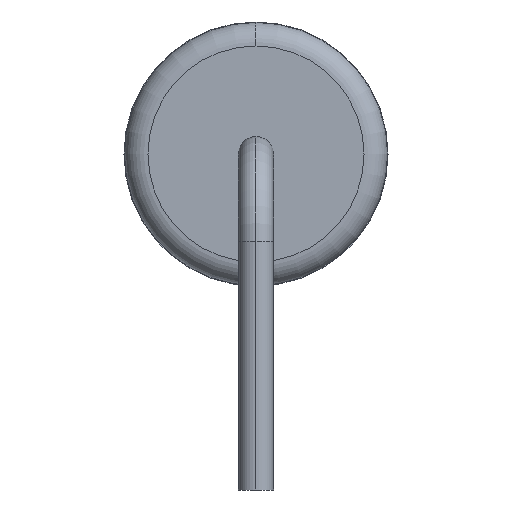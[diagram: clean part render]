
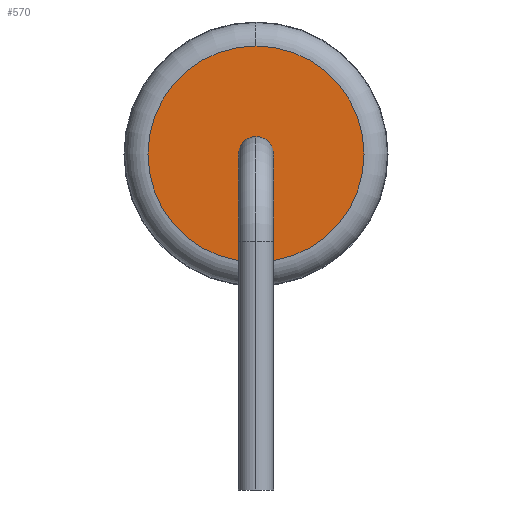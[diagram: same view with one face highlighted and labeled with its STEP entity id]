
A CAD part, left-side view. The second image highlights one B-rep face of the part: STEP entity #570.
In plain terms, the highlighted planar face has unit normal (-1, 0, 0).
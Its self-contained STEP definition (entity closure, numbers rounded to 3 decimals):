
#87 = CARTESIAN_POINT ( 'NONE',  ( -5.75, 0., 2.25 ) ) ;
#570 = ADVANCED_FACE ( 'NONE', ( #6868, #10046 ), #6080, .F. ) ;
#615 = CIRCLE ( 'NONE', #6476, 0.3 ) ;
#788 = VERTEX_POINT ( 'NONE', #1071 ) ;
#1071 = CARTESIAN_POINT ( 'NONE',  ( -5.75, 0., 2.55 ) ) ;
#1176 = DIRECTION ( 'NONE',  ( 0., 0., -1. ) ) ;
#1247 = CARTESIAN_POINT ( 'NONE',  ( -5.75, 0., 2.25 ) ) ;
#1482 = EDGE_CURVE ( 'NONE', #3116, #4292, #6254, .T. ) ;
#1580 = ORIENTED_EDGE ( 'NONE', *, *, #1482, .T. ) ;
#1697 = DIRECTION ( 'NONE',  ( 0., 1., 0. ) ) ;
#2216 = AXIS2_PLACEMENT_3D ( 'NONE', #6101, #5214, #9273 ) ;
#2411 = AXIS2_PLACEMENT_3D ( 'NONE', #1247, #10085, #9197 ) ;
#3116 = VERTEX_POINT ( 'NONE', #4570 ) ;
#3203 = EDGE_CURVE ( 'NONE', #788, #9088, #8911, .T. ) ;
#3415 = EDGE_CURVE ( 'NONE', #4292, #3116, #6945, .T. ) ;
#4288 = ORIENTED_EDGE ( 'NONE', *, *, #3203, .T. ) ;
#4292 = VERTEX_POINT ( 'NONE', #6197 ) ;
#4570 = CARTESIAN_POINT ( 'NONE',  ( -5.75, 0., 4.1 ) ) ;
#4701 = EDGE_LOOP ( 'NONE', ( #7584, #4288 ) ) ;
#4877 = DIRECTION ( 'NONE',  ( 1., 0., 0. ) ) ;
#5214 = DIRECTION ( 'NONE',  ( -1., 0., 0. ) ) ;
#5933 = AXIS2_PLACEMENT_3D ( 'NONE', #6342, #4877, #8723 ) ;
#6080 = PLANE ( 'NONE',  #9490 ) ;
#6101 = CARTESIAN_POINT ( 'NONE',  ( -5.75, 0., 2.25 ) ) ;
#6197 = CARTESIAN_POINT ( 'NONE',  ( -5.75, 0., 0.4 ) ) ;
#6254 = CIRCLE ( 'NONE', #2216, 1.85 ) ;
#6342 = CARTESIAN_POINT ( 'NONE',  ( -5.75, 0., 2.25 ) ) ;
#6387 = DIRECTION ( 'NONE',  ( 1., 0., 0. ) ) ;
#6476 = AXIS2_PLACEMENT_3D ( 'NONE', #9760, #9967, #1176 ) ;
#6868 = FACE_BOUND ( 'NONE', #4701, .T. ) ;
#6945 = CIRCLE ( 'NONE', #2411, 1.85 ) ;
#7584 = ORIENTED_EDGE ( 'NONE', *, *, #8127, .T. ) ;
#7654 = ORIENTED_EDGE ( 'NONE', *, *, #3415, .T. ) ;
#8127 = EDGE_CURVE ( 'NONE', #9088, #788, #615, .T. ) ;
#8499 = CARTESIAN_POINT ( 'NONE',  ( -5.75, 0., 1.95 ) ) ;
#8723 = DIRECTION ( 'NONE',  ( 0., 0., -1. ) ) ;
#8911 = CIRCLE ( 'NONE', #5933, 0.3 ) ;
#9088 = VERTEX_POINT ( 'NONE', #8499 ) ;
#9197 = DIRECTION ( 'NONE',  ( 0., 0., 1. ) ) ;
#9273 = DIRECTION ( 'NONE',  ( 0., 0., 1. ) ) ;
#9490 = AXIS2_PLACEMENT_3D ( 'NONE', #87, #6387, #1697 ) ;
#9576 = EDGE_LOOP ( 'NONE', ( #1580, #7654 ) ) ;
#9760 = CARTESIAN_POINT ( 'NONE',  ( -5.75, 0., 2.25 ) ) ;
#9967 = DIRECTION ( 'NONE',  ( 1., 0., 0. ) ) ;
#10046 = FACE_OUTER_BOUND ( 'NONE', #9576, .T. ) ;
#10085 = DIRECTION ( 'NONE',  ( -1., 0., 0. ) ) ;
